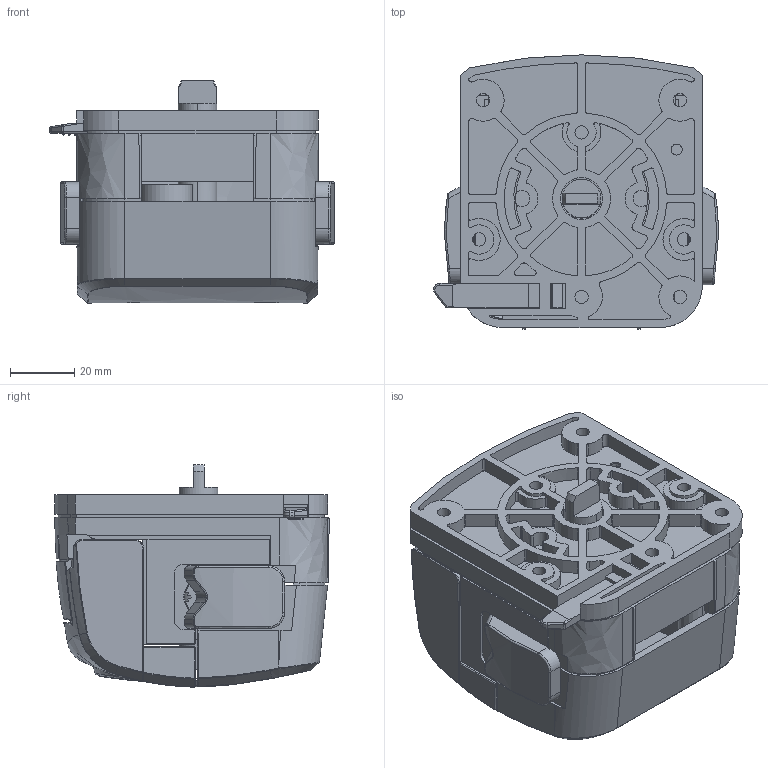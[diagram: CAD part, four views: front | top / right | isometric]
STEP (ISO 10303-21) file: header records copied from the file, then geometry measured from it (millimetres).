
FILE_DESCRIPTION (( 'STEP AP203' ), '1' );
FILE_NAME ('FG15-13-B俋倛.STEP', '2018-08-08T09:33:04', ( '' ), ( '' ), 'SwSTEP 2.0', 'SolidWorks 2013', '' );
FILE_SCHEMA (( 'CONFIG_CONTROL_DESIGN' ));
Length unit declared in the file: millimetre
Products named in the file (1): FG15-13-B俋倛
Bounding box: 88.38 x 85.06 x 68.94 mm (x, y, z)
Surface area: 57351.9 mm2 (no closed solid volume)
Topology: 0 solids, 19 shells, 817 faces, 3095 edges, 2251 vertices
Faces by surface type: cylinder 312, plane 274, bspline 186, cone 23, torus 12, sphere 10
Entity records: 46878 total; most frequent: CARTESIAN_POINT 23236, ORIENTED_EDGE 4945, DIRECTION 4206, EDGE_CURVE 3090, VERTEX_POINT 2251, LINE 1404, VECTOR 1404, AXIS2_PLACEMENT_3D 1401
